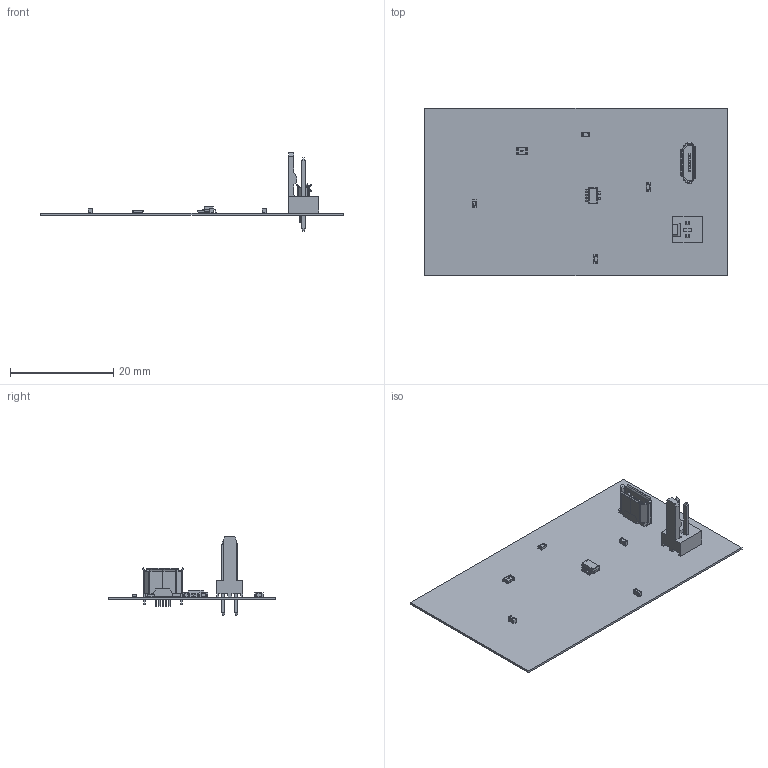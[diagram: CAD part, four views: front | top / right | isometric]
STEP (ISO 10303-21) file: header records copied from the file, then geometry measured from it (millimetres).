
FILE_DESCRIPTION(('Open CASCADE Model'),'2;1');
FILE_NAME('Open CASCADE Shape Model','2021-11-17T15:38:06',('Author'),( 'Open CASCADE'),'Open CASCADE STEP processor 6.8','Open CASCADE 6.8' ,'Unknown');
FILE_SCHEMA(('AUTOMOTIVE_DESIGN { 1 0 10303 214 1 1 1 1 }'));
Length unit declared in the file: millimetre
Products named in the file (37): PCB; Board; Open CASCADE STEP translator 6.8 1.1.1; RT9193; 6351544032; Body; Open_CASCADE_STEP_translator_6.8_2.1.1; Leader; R2; Res_Vishay_CRCW0805100KFKEA_eec; body; pad; top; Vishay; R1; Res_Vishay_CRCW06033M90FKEC_eec; 1; 2; 3; Vishay_logo_-_Copy; Vishay_logo; Micro_USB; 614105150721; 614105150721_Pin; 614105150721_PinBis; J1_DC; 022272021; Open CASCADE STEP translator 6.8 1.6.1.1; Open CASCADE STEP translator 6.8 1.6.1.2; COUT; Cap_KEMET_C0603C272M5JACTU_eec; CIN; CBP
Assembly tree (51 placements, depth 5):
  PCB
    Board
      Open CASCADE STEP translator 6.8 1.1.1
    RT9193
      6351544032
        Body
          Open_CASCADE_STEP_translator_6.8_2.1.1
        Leader  x5
    R2
      Res_Vishay_CRCW0805100KFKEA_eec
        body
        pad  x2
        top  x2
        Vishay
    R1
      Res_Vishay_CRCW06033M90FKEC_eec
        1
        2
        3
        Vishay_logo_-_Copy
        Vishay_logo
    Micro_USB
      614105150721
        614105150721
        614105150721
        614105150721_Pin  x3
        614105150721_PinBis  x2
    J1_DC
      022272021
        Open CASCADE STEP translator 6.8 1.6.1.1
        Open CASCADE STEP translator 6.8 1.6.1.2
    COUT
      Cap_KEMET_C0603C272M5JACTU_eec
      Cap_KEMET_C0603C272M5JACTU_eec
      Cap_KEMET_C0603C272M5JACTU_eec
    CIN
      Cap_KEMET_C0603C272M5JACTU_eec
      Cap_KEMET_C0603C272M5JACTU_eec
      Cap_KEMET_C0603C272M5JACTU_eec
    CBP
      Cap_KEMET_C0603C272M5JACTU_eec
      Cap_KEMET_C0603C272M5JACTU_eec
      Cap_KEMET_C0603C272M5JACTU_eec
Bounding box: 58.42 x 32.38 x 15.26 mm (x, y, z)
Volume: 945.3 mm3; surface area: 4525.3 mm2
Topology: 58 solids, 58 shells, 1714 faces, 6432 edges, 6842 vertices
Faces by surface type: plane 790, bspline 411, cylinder 389, sphere 104, torus 20
Entity records: 42823 total; most frequent: CARTESIAN_POINT 11798, ORIENTED_EDGE 5536, DIRECTION 4686, EDGE_CURVE 2768, LINE 1876, VECTOR 1876, VERTEX_POINT 1751, AXIS2_PLACEMENT_3D 1405
